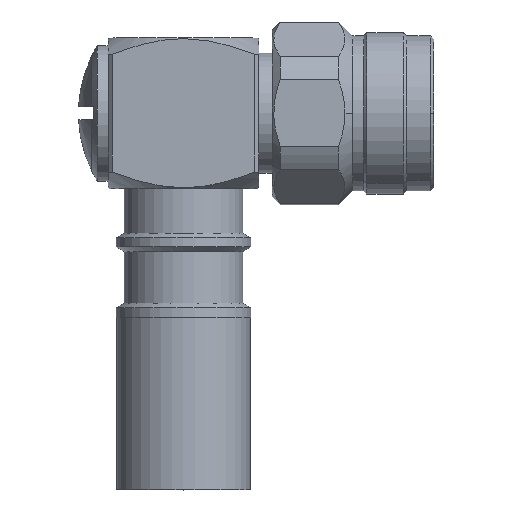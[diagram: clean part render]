
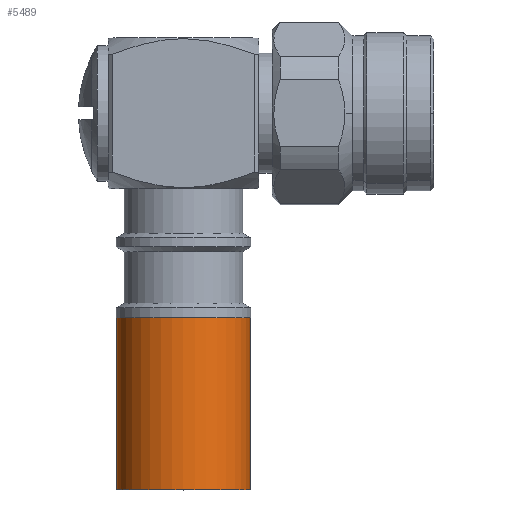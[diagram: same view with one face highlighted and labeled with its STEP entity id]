
A CAD part, top view. The second image highlights one B-rep face of the part: STEP entity #5489.
In plain terms, the highlighted cylindrical face has radius 6.2 mm (diameter 12.4 mm), a partial arc.
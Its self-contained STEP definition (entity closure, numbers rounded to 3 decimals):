
#248 = DIRECTION ( 'NONE',  ( 0., 1., 0. ) ) ;
#260 = ORIENTED_EDGE ( 'NONE', *, *, #3724, .T. ) ;
#432 = VECTOR ( 'NONE', #3507, 1000. ) ;
#433 = VERTEX_POINT ( 'NONE', #3153 ) ;
#507 = LINE ( 'NONE', #1302, #432 ) ;
#813 = DIRECTION ( 'NONE',  ( 0., 1., 0. ) ) ;
#963 = CYLINDRICAL_SURFACE ( 'NONE', #3100, 6.2 ) ;
#965 = VERTEX_POINT ( 'NONE', #5957 ) ;
#1035 = ORIENTED_EDGE ( 'NONE', *, *, #1521, .F. ) ;
#1302 = CARTESIAN_POINT ( 'NONE',  ( -6.2, 0., -7. ) ) ;
#1521 = EDGE_CURVE ( 'NONE', #3807, #2101, #507, .T. ) ;
#1551 = DIRECTION ( 'NONE',  ( 1., 0., 0. ) ) ;
#1587 = DIRECTION ( 'NONE',  ( 0., 1., 0. ) ) ;
#2029 = EDGE_CURVE ( 'NONE', #433, #965, #5801, .T. ) ;
#2101 = VERTEX_POINT ( 'NONE', #2776 ) ;
#2651 = CARTESIAN_POINT ( 'NONE',  ( 6.2, 0., -7. ) ) ;
#2686 = DIRECTION ( 'NONE',  ( 0., 1., 0. ) ) ;
#2776 = CARTESIAN_POINT ( 'NONE',  ( -6.2, -19., -7. ) ) ;
#2930 = ORIENTED_EDGE ( 'NONE', *, *, #6099, .F. ) ;
#2969 = CARTESIAN_POINT ( 'NONE',  ( 0., -35., -7. ) ) ;
#3100 = AXIS2_PLACEMENT_3D ( 'NONE', #4234, #2686, #1551 ) ;
#3153 = CARTESIAN_POINT ( 'NONE',  ( 6.2, -35., -7. ) ) ;
#3507 = DIRECTION ( 'NONE',  ( 0., 1., 0. ) ) ;
#3613 = VECTOR ( 'NONE', #1587, 1000. ) ;
#3724 = EDGE_CURVE ( 'NONE', #3807, #433, #3936, .T. ) ;
#3727 = CIRCLE ( 'NONE', #6048, 6.2 ) ;
#3807 = VERTEX_POINT ( 'NONE', #5731 ) ;
#3936 = CIRCLE ( 'NONE', #6483, 6.2 ) ;
#3973 = CARTESIAN_POINT ( 'NONE',  ( 0., -19., -7. ) ) ;
#4234 = CARTESIAN_POINT ( 'NONE',  ( 0., 0., -7. ) ) ;
#4640 = DIRECTION ( 'NONE',  ( 1., 0., 0. ) ) ;
#5489 = ADVANCED_FACE ( 'NONE', ( #5591 ), #963, .T. ) ;
#5591 = FACE_OUTER_BOUND ( 'NONE', #6900, .T. ) ;
#5638 = DIRECTION ( 'NONE',  ( 1., 0., 0. ) ) ;
#5731 = CARTESIAN_POINT ( 'NONE',  ( -6.2, -35., -7. ) ) ;
#5801 = LINE ( 'NONE', #2651, #3613 ) ;
#5957 = CARTESIAN_POINT ( 'NONE',  ( 6.2, -19., -7. ) ) ;
#6048 = AXIS2_PLACEMENT_3D ( 'NONE', #3973, #248, #4640 ) ;
#6099 = EDGE_CURVE ( 'NONE', #2101, #965, #3727, .T. ) ;
#6483 = AXIS2_PLACEMENT_3D ( 'NONE', #2969, #813, #5638 ) ;
#6794 = ORIENTED_EDGE ( 'NONE', *, *, #2029, .T. ) ;
#6900 = EDGE_LOOP ( 'NONE', ( #1035, #260, #6794, #2930 ) ) ;
